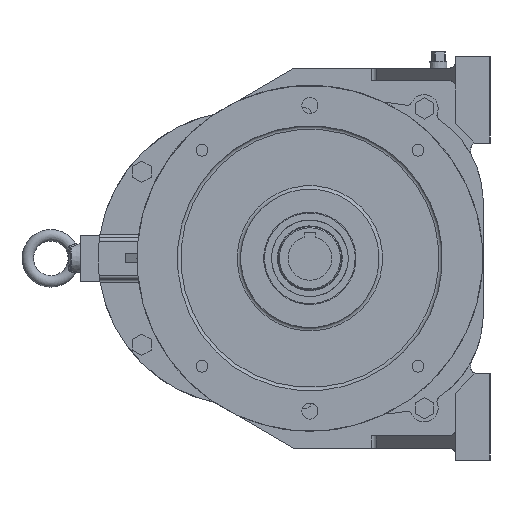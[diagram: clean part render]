
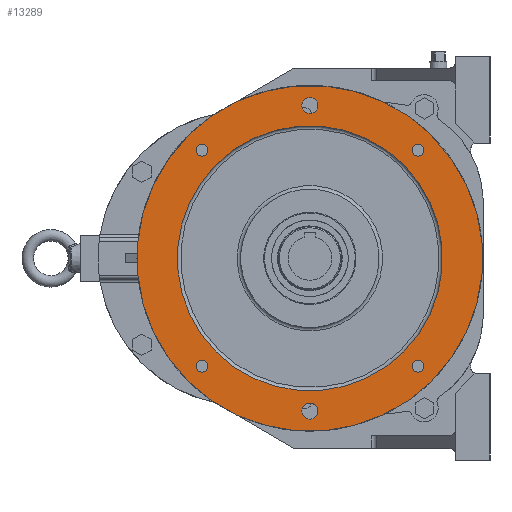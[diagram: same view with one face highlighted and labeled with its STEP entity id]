
A CAD part, left-side view. The second image highlights one B-rep face of the part: STEP entity #13289.
In plain terms, the highlighted planar face has unit normal (-1, 0, 0).
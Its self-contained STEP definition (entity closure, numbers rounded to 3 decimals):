
#2 = CARTESIAN_POINT ( 'NONE',  ( -177., 44.952, -93.692 ) ) ;
#178 = AXIS2_PLACEMENT_3D ( 'NONE', #7758, #1170, #22425 ) ;
#445 = EDGE_LOOP ( 'NONE', ( #6288 ) ) ;
#473 = CIRCLE ( 'NONE', #13477, 5.1 ) ;
#483 = EDGE_CURVE ( 'NONE', #10031, #10031, #473, .T. ) ;
#618 = EDGE_LOOP ( 'NONE', ( #12377 ) ) ;
#725 = ORIENTED_EDGE ( 'NONE', *, *, #483, .F. ) ;
#1071 = CIRCLE ( 'NONE', #15927, 5.1 ) ;
#1170 = DIRECTION ( 'NONE',  ( -1., 0., 0. ) ) ;
#1372 = FACE_BOUND ( 'NONE', #445, .T. ) ;
#1436 = DIRECTION ( 'NONE',  ( 0., -0.707, -0.707 ) ) ;
#1486 = DIRECTION ( 'NONE',  ( 0., -0.707, -0.707 ) ) ;
#1633 = VERTEX_POINT ( 'NONE', #5017 ) ;
#1639 = DIRECTION ( 'NONE',  ( -1., 0., 0. ) ) ;
#1769 = VERTEX_POINT ( 'NONE', #8530 ) ;
#1780 = AXIS2_PLACEMENT_3D ( 'NONE', #12040, #8310, #15394 ) ;
#2584 = DIRECTION ( 'NONE',  ( 0., -0.707, -0.707 ) ) ;
#2642 = EDGE_LOOP ( 'NONE', ( #725 ) ) ;
#2650 = DIRECTION ( 'NONE',  ( -1., 0., 0. ) ) ;
#3170 = AXIS2_PLACEMENT_3D ( 'NONE', #4403, #2650, #22051 ) ;
#3994 = CIRCLE ( 'NONE', #8448, 7. ) ;
#4403 = CARTESIAN_POINT ( 'NONE',  ( -177., -142.432, 93.692 ) ) ;
#4589 = CARTESIAN_POINT ( 'NONE',  ( -177., -48.74, 0. ) ) ;
#5017 = CARTESIAN_POINT ( 'NONE',  ( -177., 41.345, -97.298 ) ) ;
#6288 = ORIENTED_EDGE ( 'NONE', *, *, #14069, .F. ) ;
#6326 = CARTESIAN_POINT ( 'NONE',  ( -177., -53.69, 127.55 ) ) ;
#6336 = EDGE_LOOP ( 'NONE', ( #20622 ) ) ;
#6382 = FACE_BOUND ( 'NONE', #20830, .T. ) ;
#6954 = AXIS2_PLACEMENT_3D ( 'NONE', #4589, #16896, #9484 ) ;
#7028 = DIRECTION ( 'NONE',  ( 0., -0.707, -0.707 ) ) ;
#7278 = CIRCLE ( 'NONE', #3170, 5.1 ) ;
#7758 = CARTESIAN_POINT ( 'NONE',  ( -177., -48.74, 0. ) ) ;
#8310 = DIRECTION ( 'NONE',  ( -1., 0., 0. ) ) ;
#8448 = AXIS2_PLACEMENT_3D ( 'NONE', #17346, #19219, #1436 ) ;
#8530 = CARTESIAN_POINT ( 'NONE',  ( -177., -154.806, -106.066 ) ) ;
#8584 = PLANE ( 'NONE',  #8781 ) ;
#8781 = AXIS2_PLACEMENT_3D ( 'NONE', #15552, #22626, #1486 ) ;
#8837 = CIRCLE ( 'NONE', #1780, 7. ) ;
#8870 = VERTEX_POINT ( 'NONE', #22781 ) ;
#9173 = EDGE_CURVE ( 'NONE', #22228, #22228, #3994, .T. ) ;
#9280 = EDGE_LOOP ( 'NONE', ( #18966 ) ) ;
#9484 = DIRECTION ( 'NONE',  ( 0., -0.707, -0.707 ) ) ;
#9989 = FACE_BOUND ( 'NONE', #16622, .T. ) ;
#10031 = VERTEX_POINT ( 'NONE', #10135 ) ;
#10135 = CARTESIAN_POINT ( 'NONE',  ( -177., -146.038, -97.298 ) ) ;
#10597 = VERTEX_POINT ( 'NONE', #14183 ) ;
#11417 = CARTESIAN_POINT ( 'NONE',  ( -177., 44.952, 93.692 ) ) ;
#12040 = CARTESIAN_POINT ( 'NONE',  ( -177., -48.74, -132.5 ) ) ;
#12220 = CIRCLE ( 'NONE', #22237, 5.1 ) ;
#12377 = ORIENTED_EDGE ( 'NONE', *, *, #14646, .F. ) ;
#13289 = ADVANCED_FACE ( 'NONE', ( #6382, #22382, #20652, #9989, #19033, #20527, #19147, #1372 ), #8584, .T. ) ;
#13477 = AXIS2_PLACEMENT_3D ( 'NONE', #13530, #17236, #13772 ) ;
#13530 = CARTESIAN_POINT ( 'NONE',  ( -177., -142.432, -93.692 ) ) ;
#13772 = DIRECTION ( 'NONE',  ( 0., -0.707, -0.707 ) ) ;
#13844 = CARTESIAN_POINT ( 'NONE',  ( -177., -130.057, -81.317 ) ) ;
#14069 = EDGE_CURVE ( 'NONE', #19207, #19207, #19174, .T. ) ;
#14183 = CARTESIAN_POINT ( 'NONE',  ( -177., -146.038, 90.085 ) ) ;
#14646 = EDGE_CURVE ( 'NONE', #8870, #8870, #8837, .T. ) ;
#15394 = DIRECTION ( 'NONE',  ( 0., -0.707, -0.707 ) ) ;
#15552 = CARTESIAN_POINT ( 'NONE',  ( -177., 57.326, -106.066 ) ) ;
#15660 = EDGE_LOOP ( 'NONE', ( #16757 ) ) ;
#15819 = VERTEX_POINT ( 'NONE', #23028 ) ;
#15927 = AXIS2_PLACEMENT_3D ( 'NONE', #11417, #18497, #2584 ) ;
#16305 = EDGE_CURVE ( 'NONE', #1633, #1633, #12220, .T. ) ;
#16469 = EDGE_CURVE ( 'NONE', #15819, #15819, #1071, .T. ) ;
#16622 = EDGE_LOOP ( 'NONE', ( #19353 ) ) ;
#16757 = ORIENTED_EDGE ( 'NONE', *, *, #17648, .T. ) ;
#16896 = DIRECTION ( 'NONE',  ( -1., 0., 0. ) ) ;
#17236 = DIRECTION ( 'NONE',  ( -1., 0., 0. ) ) ;
#17332 = ORIENTED_EDGE ( 'NONE', *, *, #18886, .F. ) ;
#17346 = CARTESIAN_POINT ( 'NONE',  ( -177., -48.74, 132.5 ) ) ;
#17648 = EDGE_CURVE ( 'NONE', #1769, #1769, #22109, .T. ) ;
#18497 = DIRECTION ( 'NONE',  ( -1., 0., 0. ) ) ;
#18886 = EDGE_CURVE ( 'NONE', #10597, #10597, #7278, .T. ) ;
#18966 = ORIENTED_EDGE ( 'NONE', *, *, #9173, .F. ) ;
#19033 = FACE_BOUND ( 'NONE', #2642, .T. ) ;
#19147 = FACE_OUTER_BOUND ( 'NONE', #15660, .T. ) ;
#19174 = CIRCLE ( 'NONE', #6954, 115. ) ;
#19207 = VERTEX_POINT ( 'NONE', #13844 ) ;
#19219 = DIRECTION ( 'NONE',  ( -1., 0., 0. ) ) ;
#19353 = ORIENTED_EDGE ( 'NONE', *, *, #16305, .F. ) ;
#20527 = FACE_BOUND ( 'NONE', #618, .T. ) ;
#20622 = ORIENTED_EDGE ( 'NONE', *, *, #16469, .F. ) ;
#20652 = FACE_BOUND ( 'NONE', #6336, .T. ) ;
#20830 = EDGE_LOOP ( 'NONE', ( #17332 ) ) ;
#22051 = DIRECTION ( 'NONE',  ( 0., -0.707, -0.707 ) ) ;
#22109 = CIRCLE ( 'NONE', #178, 150. ) ;
#22228 = VERTEX_POINT ( 'NONE', #6326 ) ;
#22237 = AXIS2_PLACEMENT_3D ( 'NONE', #2, #1639, #7028 ) ;
#22382 = FACE_BOUND ( 'NONE', #9280, .T. ) ;
#22425 = DIRECTION ( 'NONE',  ( 0., -0.707, -0.707 ) ) ;
#22626 = DIRECTION ( 'NONE',  ( -1., 0., 0. ) ) ;
#22781 = CARTESIAN_POINT ( 'NONE',  ( -177., -53.69, -137.45 ) ) ;
#23028 = CARTESIAN_POINT ( 'NONE',  ( -177., 41.345, 90.085 ) ) ;
